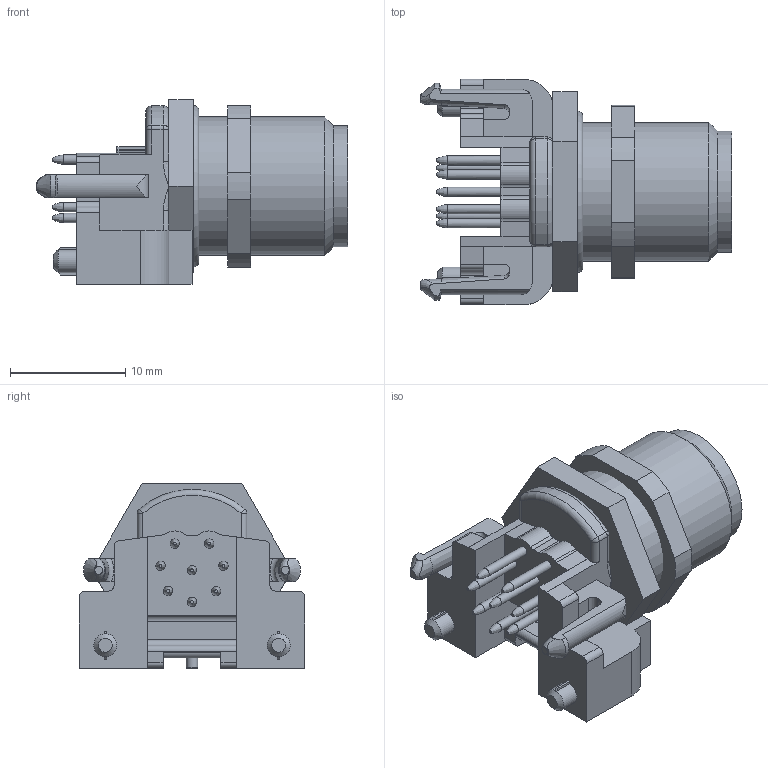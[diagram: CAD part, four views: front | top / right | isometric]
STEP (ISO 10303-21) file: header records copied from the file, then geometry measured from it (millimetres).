
FILE_DESCRIPTION(/* description */ (''),/* implementation_level */ '2;1');
FILE_NAME(/* name */ '99-3481-200-08_bg.stp',/* time_stamp */ '2008-10-14T15:23:00+02:00',/* author */ (''),/* organization */ (''),/* preprocessor_version */ 'ST-DEVELOPER v11',/* originating_system */ 'UGS - NX 5.0',/* authorisation */ '');
FILE_SCHEMA (('CONFIG_CONTROL_DESIGN'));
Length unit declared in the file: millimetre
Products named in the file (1): kbor60A2pvfk
Bounding box: 27 x 19.5 x 16 mm (x, y, z)
Volume: 2665.2 mm3; surface area: 3224.8 mm2
Topology: 2 solids, 2 shells, 248 faces, 632 edges, 408 vertices
Faces by surface type: plane 129, cylinder 73, bspline 23, cone 11, torus 8, sphere 4
Full cylindrical faces by diameter (mm): 0.8 x16, 1 x1, 8.3 x1, 10.5 x1, 10.917 x1, 12 x1, 14.5 x1
Entity records: 8307 total; most frequent: CARTESIAN_POINT 2563, DIRECTION 1152, ORIENTED_EDGE 1132, EDGE_CURVE 566, AXIS2_PLACEMENT_3D 412, VERTEX_POINT 389, LINE 328, VECTOR 328
